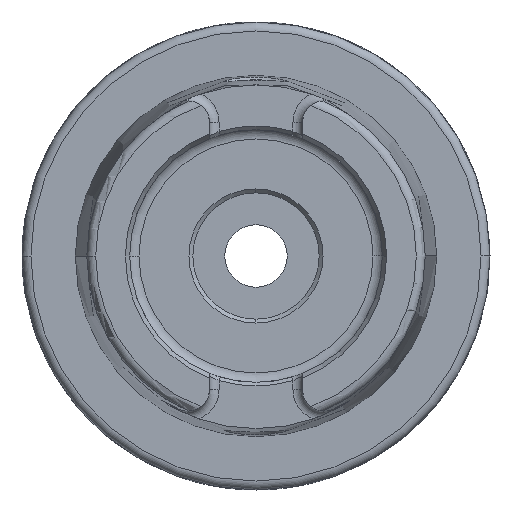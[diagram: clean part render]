
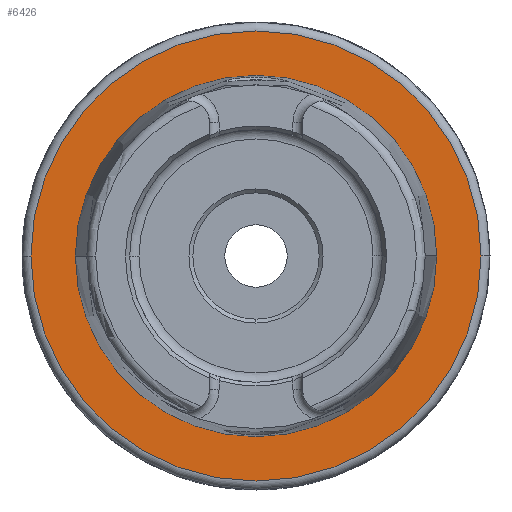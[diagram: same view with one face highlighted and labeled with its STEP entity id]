
A CAD part, left-side view. The second image highlights one B-rep face of the part: STEP entity #6426.
In plain terms, the highlighted planar face has unit normal (-1, 0, 0).
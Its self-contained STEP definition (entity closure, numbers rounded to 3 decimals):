
#252 = DIRECTION ( 'NONE',  ( 1., 0., 0. ) ) ;
#511 = CIRCLE ( 'NONE', #5291, 24.321 ) ;
#775 = CARTESIAN_POINT ( 'NONE',  ( 0., 30.3, 0. ) ) ;
#814 = DIRECTION ( 'NONE',  ( 1., 0., 0. ) ) ;
#928 = AXIS2_PLACEMENT_3D ( 'NONE', #2447, #252, #3980 ) ;
#1151 = CIRCLE ( 'NONE', #2026, 24.321 ) ;
#1182 = EDGE_CURVE ( 'NONE', #3298, #4031, #5064, .T. ) ;
#1296 = CARTESIAN_POINT ( 'NONE',  ( 0., 0., 0. ) ) ;
#1454 = CARTESIAN_POINT ( 'NONE',  ( 0., 24.321, 0. ) ) ;
#1464 = CIRCLE ( 'NONE', #928, 30.3 ) ;
#1553 = CARTESIAN_POINT ( 'NONE',  ( 0., -24.321, 0. ) ) ;
#1771 = EDGE_LOOP ( 'NONE', ( #3713, #2980 ) ) ;
#2026 = AXIS2_PLACEMENT_3D ( 'NONE', #1296, #814, #4441 ) ;
#2049 = DIRECTION ( 'NONE',  ( 0., -1., 0. ) ) ;
#2207 = DIRECTION ( 'NONE',  ( 0., 1., 0. ) ) ;
#2264 = CARTESIAN_POINT ( 'NONE',  ( 0., 0., 0. ) ) ;
#2447 = CARTESIAN_POINT ( 'NONE',  ( 0., 0., 0. ) ) ;
#2525 = EDGE_LOOP ( 'NONE', ( #3481, #4177 ) ) ;
#2526 = CARTESIAN_POINT ( 'NONE',  ( 0., 24.321, 0. ) ) ;
#2896 = EDGE_CURVE ( 'NONE', #3691, #3677, #511, .T. ) ;
#2980 = ORIENTED_EDGE ( 'NONE', *, *, #3626, .T. ) ;
#3298 = VERTEX_POINT ( 'NONE', #6009 ) ;
#3302 = DIRECTION ( 'NONE',  ( 1., 0., 0. ) ) ;
#3457 = FACE_BOUND ( 'NONE', #1771, .T. ) ;
#3481 = ORIENTED_EDGE ( 'NONE', *, *, #4538, .F. ) ;
#3592 = FACE_OUTER_BOUND ( 'NONE', #2525, .T. ) ;
#3626 = EDGE_CURVE ( 'NONE', #3677, #3691, #1151, .T. ) ;
#3677 = VERTEX_POINT ( 'NONE', #1553 ) ;
#3691 = VERTEX_POINT ( 'NONE', #2526 ) ;
#3713 = ORIENTED_EDGE ( 'NONE', *, *, #2896, .T. ) ;
#3744 = DIRECTION ( 'NONE',  ( 1., 0., 0. ) ) ;
#3779 = CARTESIAN_POINT ( 'NONE',  ( 0., 0., 0. ) ) ;
#3980 = DIRECTION ( 'NONE',  ( 0., 1., 0. ) ) ;
#4031 = VERTEX_POINT ( 'NONE', #775 ) ;
#4092 = DIRECTION ( 'NONE',  ( -1., 0., 0. ) ) ;
#4177 = ORIENTED_EDGE ( 'NONE', *, *, #1182, .F. ) ;
#4441 = DIRECTION ( 'NONE',  ( 0., 1., 0. ) ) ;
#4505 = PLANE ( 'NONE',  #5860 ) ;
#4538 = EDGE_CURVE ( 'NONE', #4031, #3298, #1464, .T. ) ;
#4959 = AXIS2_PLACEMENT_3D ( 'NONE', #2264, #3302, #5437 ) ;
#5064 = CIRCLE ( 'NONE', #4959, 30.3 ) ;
#5291 = AXIS2_PLACEMENT_3D ( 'NONE', #3779, #3744, #2207 ) ;
#5437 = DIRECTION ( 'NONE',  ( 0., 1., 0. ) ) ;
#5860 = AXIS2_PLACEMENT_3D ( 'NONE', #1454, #4092, #2049 ) ;
#6009 = CARTESIAN_POINT ( 'NONE',  ( 0., -30.3, 0. ) ) ;
#6426 = ADVANCED_FACE ( 'NONE', ( #3457, #3592 ), #4505, .T. ) ;
